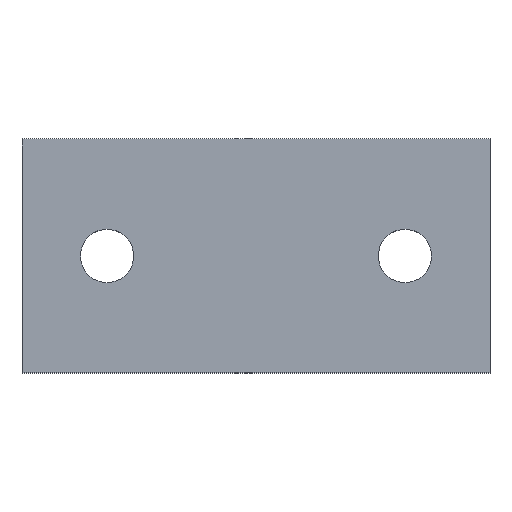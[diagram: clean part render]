
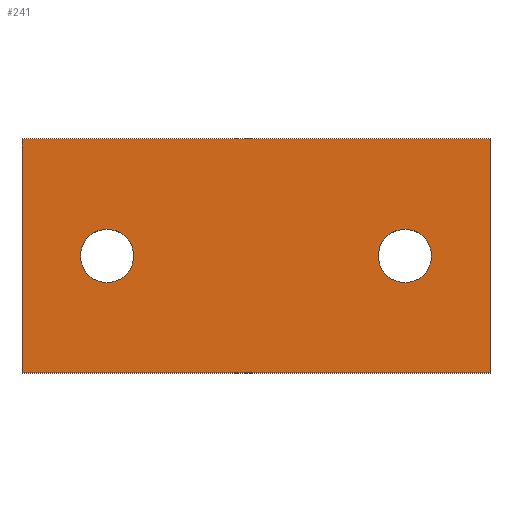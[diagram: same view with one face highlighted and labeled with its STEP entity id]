
A CAD part, top view. The second image highlights one B-rep face of the part: STEP entity #241.
In plain terms, the highlighted planar face has unit normal (0, 0, 1).
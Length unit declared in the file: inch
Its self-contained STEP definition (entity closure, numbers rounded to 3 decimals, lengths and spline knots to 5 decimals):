
#4 = CARTESIAN_POINT ( 'NONE',  ( 0., 0.86614, 0.11811 ) ) ;
#5 = EDGE_LOOP ( 'NONE', ( #252, #363 ) ) ;
#8 = ORIENTED_EDGE ( 'NONE', *, *, #365, .T. ) ;
#9 = CIRCLE ( 'NONE', #138, 0.09843 ) ;
#15 = LINE ( 'NONE', #250, #28 ) ;
#25 = LINE ( 'NONE', #231, #332 ) ;
#28 = VECTOR ( 'NONE', #309, 39.37008 ) ;
#36 = CARTESIAN_POINT ( 'NONE',  ( 1.3189, 0.43307, 0.11811 ) ) ;
#37 = FACE_BOUND ( 'NONE', #134, .T. ) ;
#38 = AXIS2_PLACEMENT_3D ( 'NONE', #267, #207, #121 ) ;
#40 = CARTESIAN_POINT ( 'NONE',  ( 1.73228, 0., 0.11811 ) ) ;
#43 = AXIS2_PLACEMENT_3D ( 'NONE', #4, #304, #275 ) ;
#47 = EDGE_LOOP ( 'NONE', ( #8, #184, #70, #229 ) ) ;
#51 = CARTESIAN_POINT ( 'NONE',  ( 0.31496, 0.43307, 0.11811 ) ) ;
#53 = EDGE_CURVE ( 'NONE', #191, #128, #9, .T. ) ;
#57 = DIRECTION ( 'NONE',  ( 1., 0., 0. ) ) ;
#59 = CARTESIAN_POINT ( 'NONE',  ( 1.51575, 0.43307, 0.11811 ) ) ;
#60 = FACE_BOUND ( 'NONE', #5, .T. ) ;
#61 = CIRCLE ( 'NONE', #38, 0.09843 ) ;
#70 = ORIENTED_EDGE ( 'NONE', *, *, #137, .T. ) ;
#81 = CARTESIAN_POINT ( 'NONE',  ( 1.41732, 0.43307, 0.11811 ) ) ;
#83 = CARTESIAN_POINT ( 'NONE',  ( 0.21654, 0.43307, 0.11811 ) ) ;
#86 = DIRECTION ( 'NONE',  ( 1., 0., 0. ) ) ;
#88 = VECTOR ( 'NONE', #141, 39.37008 ) ;
#89 = DIRECTION ( 'NONE',  ( 0., 0., 1. ) ) ;
#91 = EDGE_CURVE ( 'NONE', #128, #191, #61, .T. ) ;
#94 = ORIENTED_EDGE ( 'NONE', *, *, #153, .F. ) ;
#101 = EDGE_CURVE ( 'NONE', #310, #287, #25, .T. ) ;
#116 = CARTESIAN_POINT ( 'NONE',  ( 1.41732, 0.43307, 0.11811 ) ) ;
#121 = DIRECTION ( 'NONE',  ( 1., 0., 0. ) ) ;
#122 = CIRCLE ( 'NONE', #162, 0.09843 ) ;
#128 = VERTEX_POINT ( 'NONE', #83 ) ;
#131 = EDGE_CURVE ( 'NONE', #223, #221, #122, .T. ) ;
#133 = CARTESIAN_POINT ( 'NONE',  ( 1.73228, 0.86614, 0.11811 ) ) ;
#134 = EDGE_LOOP ( 'NONE', ( #216, #94 ) ) ;
#137 = EDGE_CURVE ( 'NONE', #287, #284, #294, .T. ) ;
#138 = AXIS2_PLACEMENT_3D ( 'NONE', #51, #346, #86 ) ;
#141 = DIRECTION ( 'NONE',  ( 0., 1., 0. ) ) ;
#144 = CARTESIAN_POINT ( 'NONE',  ( 1.73228, 0., 0.11811 ) ) ;
#153 = EDGE_CURVE ( 'NONE', #221, #223, #264, .T. ) ;
#162 = AXIS2_PLACEMENT_3D ( 'NONE', #81, #323, #181 ) ;
#163 = VECTOR ( 'NONE', #195, 39.37008 ) ;
#181 = DIRECTION ( 'NONE',  ( 1., 0., 0. ) ) ;
#184 = ORIENTED_EDGE ( 'NONE', *, *, #101, .T. ) ;
#186 = PLANE ( 'NONE',  #43 ) ;
#187 = FACE_OUTER_BOUND ( 'NONE', #47, .T. ) ;
#190 = CARTESIAN_POINT ( 'NONE',  ( 0., 0.86614, 0.11811 ) ) ;
#191 = VERTEX_POINT ( 'NONE', #277 ) ;
#195 = DIRECTION ( 'NONE',  ( -1., 0., 0. ) ) ;
#207 = DIRECTION ( 'NONE',  ( 0., 0., 1. ) ) ;
#216 = ORIENTED_EDGE ( 'NONE', *, *, #131, .F. ) ;
#219 = LINE ( 'NONE', #190, #163 ) ;
#220 = AXIS2_PLACEMENT_3D ( 'NONE', #116, #89, #57 ) ;
#221 = VERTEX_POINT ( 'NONE', #36 ) ;
#223 = VERTEX_POINT ( 'NONE', #59 ) ;
#229 = ORIENTED_EDGE ( 'NONE', *, *, #274, .T. ) ;
#231 = CARTESIAN_POINT ( 'NONE',  ( 0., 0., 0.11811 ) ) ;
#241 = ADVANCED_FACE ( 'NONE', ( #37, #60, #187 ), #186, .F. ) ;
#250 = CARTESIAN_POINT ( 'NONE',  ( 0., 0., 0.11811 ) ) ;
#252 = ORIENTED_EDGE ( 'NONE', *, *, #53, .F. ) ;
#263 = DIRECTION ( 'NONE',  ( 1., 0., 0. ) ) ;
#264 = CIRCLE ( 'NONE', #220, 0.09843 ) ;
#267 = CARTESIAN_POINT ( 'NONE',  ( 0.31496, 0.43307, 0.11811 ) ) ;
#274 = EDGE_CURVE ( 'NONE', #284, #342, #219, .T. ) ;
#275 = DIRECTION ( 'NONE',  ( -1., 0., 0. ) ) ;
#277 = CARTESIAN_POINT ( 'NONE',  ( 0.41339, 0.43307, 0.11811 ) ) ;
#283 = CARTESIAN_POINT ( 'NONE',  ( 0., 0., 0.11811 ) ) ;
#284 = VERTEX_POINT ( 'NONE', #133 ) ;
#287 = VERTEX_POINT ( 'NONE', #40 ) ;
#294 = LINE ( 'NONE', #144, #88 ) ;
#304 = DIRECTION ( 'NONE',  ( 0., 0., -1. ) ) ;
#309 = DIRECTION ( 'NONE',  ( 0., -1., 0. ) ) ;
#310 = VERTEX_POINT ( 'NONE', #283 ) ;
#311 = CARTESIAN_POINT ( 'NONE',  ( 0., 0.86614, 0.11811 ) ) ;
#323 = DIRECTION ( 'NONE',  ( 0., 0., 1. ) ) ;
#332 = VECTOR ( 'NONE', #263, 39.37008 ) ;
#342 = VERTEX_POINT ( 'NONE', #311 ) ;
#346 = DIRECTION ( 'NONE',  ( 0., 0., 1. ) ) ;
#363 = ORIENTED_EDGE ( 'NONE', *, *, #91, .F. ) ;
#365 = EDGE_CURVE ( 'NONE', #342, #310, #15, .T. ) ;
